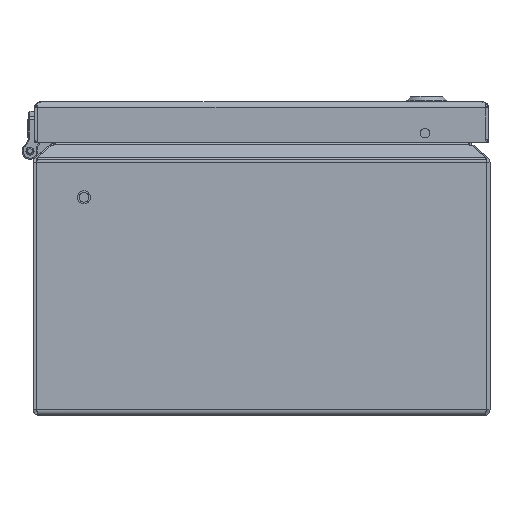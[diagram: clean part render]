
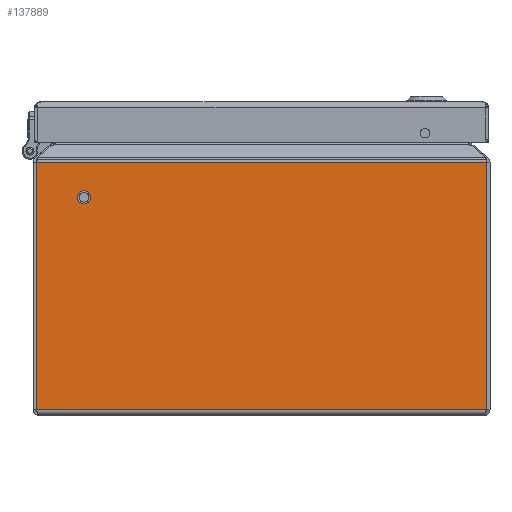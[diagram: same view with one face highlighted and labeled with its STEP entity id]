
A CAD part, front view. The second image highlights one B-rep face of the part: STEP entity #137889.
In plain terms, the highlighted planar face has unit normal (0, 1, 0).
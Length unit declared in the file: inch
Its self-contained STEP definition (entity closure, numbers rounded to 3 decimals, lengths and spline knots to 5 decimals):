
#185 = VECTOR ( 'NONE', #118972, 39.37008 ) ;
#4094 = CARTESIAN_POINT ( 'NONE',  ( -4.44, -9., 4.99304 ) ) ;
#7638 = VERTEX_POINT ( 'NONE', #111884 ) ;
#10425 = EDGE_LOOP ( 'NONE', ( #136901 ) ) ;
#11710 = EDGE_CURVE ( 'NONE', #7638, #71696, #101003, .T. ) ;
#28933 = EDGE_LOOP ( 'NONE', ( #96406, #113268, #79213, #37619 ) ) ;
#32185 = VECTOR ( 'NONE', #88091, 39.37008 ) ;
#33750 = DIRECTION ( 'NONE',  ( 0., 0., -1. ) ) ;
#35429 = EDGE_CURVE ( 'NONE', #36126, #153228, #62425, .T. ) ;
#35491 = CARTESIAN_POINT ( 'NONE',  ( -4.5, -9., 4.99304 ) ) ;
#36126 = VERTEX_POINT ( 'NONE', #57800 ) ;
#37390 = CARTESIAN_POINT ( 'NONE',  ( -4.5, -9., 0.12 ) ) ;
#37619 = ORIENTED_EDGE ( 'NONE', *, *, #11710, .F. ) ;
#57800 = CARTESIAN_POINT ( 'NONE',  ( 4.44, -9., 0.12 ) ) ;
#62425 = LINE ( 'NONE', #37390, #82547 ) ;
#71696 = VERTEX_POINT ( 'NONE', #4094 ) ;
#71711 = LINE ( 'NONE', #113060, #125881 ) ;
#72309 = CARTESIAN_POINT ( 'NONE',  ( -3.5, -9., 4.299 ) ) ;
#79213 = ORIENTED_EDGE ( 'NONE', *, *, #110455, .F. ) ;
#82547 = VECTOR ( 'NONE', #115012, 39.37008 ) ;
#82689 = DIRECTION ( 'NONE',  ( 0., 0., -1. ) ) ;
#83811 = DIRECTION ( 'NONE',  ( 0., 0., -1. ) ) ;
#88091 = DIRECTION ( 'NONE',  ( -1., 0., 0. ) ) ;
#96406 = ORIENTED_EDGE ( 'NONE', *, *, #139443, .F. ) ;
#101003 = LINE ( 'NONE', #35491, #32185 ) ;
#109662 = FACE_OUTER_BOUND ( 'NONE', #28933, .T. ) ;
#110455 = EDGE_CURVE ( 'NONE', #71696, #153228, #71711, .T. ) ;
#111884 = CARTESIAN_POINT ( 'NONE',  ( 4.44, -9., 4.99304 ) ) ;
#113060 = CARTESIAN_POINT ( 'NONE',  ( -4.44, -9., 0. ) ) ;
#113268 = ORIENTED_EDGE ( 'NONE', *, *, #35429, .T. ) ;
#115012 = DIRECTION ( 'NONE',  ( -1., 0., 0. ) ) ;
#118972 = DIRECTION ( 'NONE',  ( 0., 0., 1. ) ) ;
#123454 = PLANE ( 'NONE',  #123706 ) ;
#123706 = AXIS2_PLACEMENT_3D ( 'NONE', #136412, #154217, #83811 ) ;
#125881 = VECTOR ( 'NONE', #33750, 39.37008 ) ;
#136412 = CARTESIAN_POINT ( 'NONE',  ( -4.5, -9., 0. ) ) ;
#136901 = ORIENTED_EDGE ( 'NONE', *, *, #143818, .F. ) ;
#137364 = CARTESIAN_POINT ( 'NONE',  ( -3.5, -9., 4.2025 ) ) ;
#137889 = ADVANCED_FACE ( 'NONE', ( #162332, #109662 ), #123454, .F. ) ;
#139443 = EDGE_CURVE ( 'NONE', #36126, #7638, #156943, .T. ) ;
#143818 = EDGE_CURVE ( 'NONE', #163289, #163289, #151912, .T. ) ;
#146485 = AXIS2_PLACEMENT_3D ( 'NONE', #72309, #149955, #82689 ) ;
#148456 = CARTESIAN_POINT ( 'NONE',  ( -4.44, -9., 0.12 ) ) ;
#149955 = DIRECTION ( 'NONE',  ( 0., 1., 0. ) ) ;
#151912 = CIRCLE ( 'NONE', #146485, 0.0965 ) ;
#153228 = VERTEX_POINT ( 'NONE', #148456 ) ;
#154217 = DIRECTION ( 'NONE',  ( 0., -1., 0. ) ) ;
#156943 = LINE ( 'NONE', #157812, #185 ) ;
#157812 = CARTESIAN_POINT ( 'NONE',  ( 4.44, -9., 0. ) ) ;
#162332 = FACE_BOUND ( 'NONE', #10425, .T. ) ;
#163289 = VERTEX_POINT ( 'NONE', #137364 ) ;
